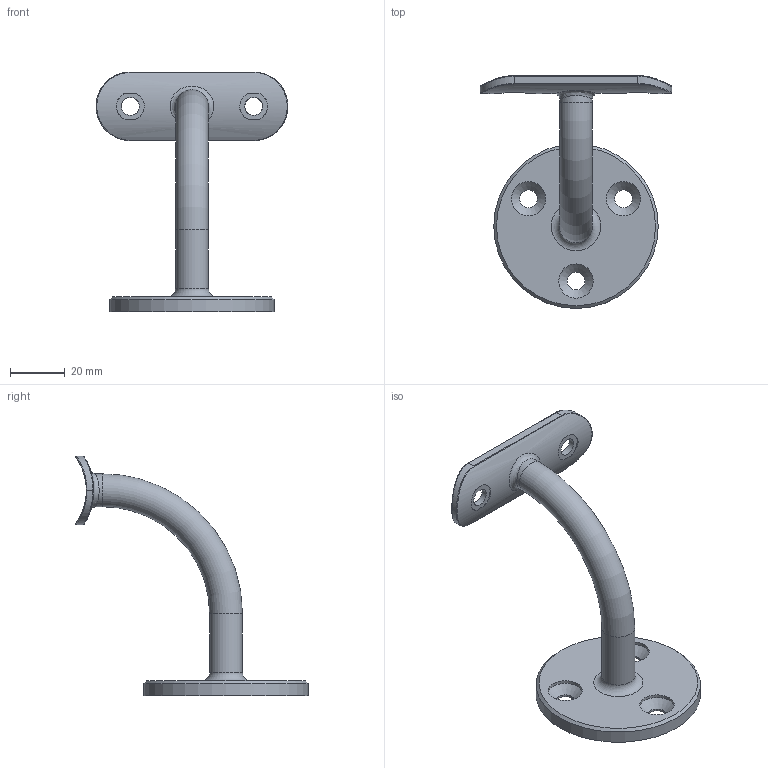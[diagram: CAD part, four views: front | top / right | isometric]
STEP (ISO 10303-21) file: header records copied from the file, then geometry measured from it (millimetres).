
FILE_DESCRIPTION (( 'STEP AP203' ), '1' );
FILE_NAME ('50213-240-42.step', '2022-11-02T14:22:20', ( '' ), ( '' ), 'SwSTEP 2.0', 'SolidWorks 2018', '' );
FILE_SCHEMA (( 'CONFIG_CONTROL_DESIGN' ));
Length unit declared in the file: millimetre
Products named in the file (1): 50213-240-42
Bounding box: 70 x 84.84 x 87.5 mm (x, y, z)
Volume: 25574.5 mm3; surface area: 14205.5 mm2
Topology: 1 solids, 1 shells, 323 faces, 845 edges, 556 vertices
Faces by surface type: plane 158, bspline 115, cylinder 37, torus 8, cone 5
Full cylindrical faces by diameter (mm): 6.5 x5, 12 x2, 12.5 x3, 60 x1
Entity records: 17377 total; most frequent: CARTESIAN_POINT 10239, ORIENTED_EDGE 1636, DIRECTION 1053, EDGE_CURVE 818, VERTEX_POINT 548, LINE 505, VECTOR 505, EDGE_LOOP 384
